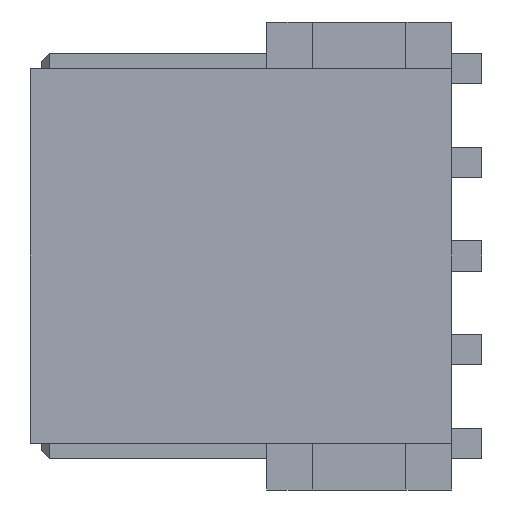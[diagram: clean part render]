
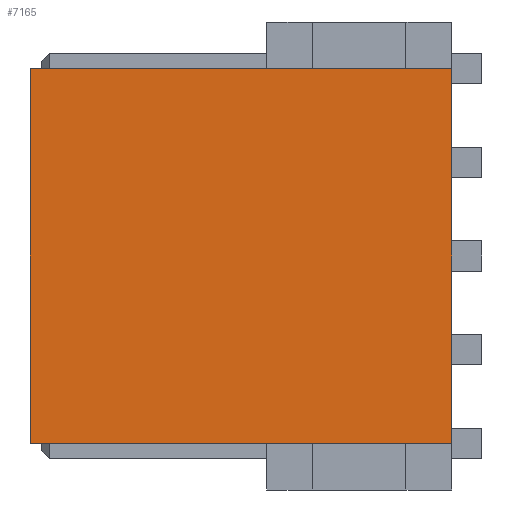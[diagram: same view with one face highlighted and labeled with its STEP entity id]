
A CAD part, left-side view. The second image highlights one B-rep face of the part: STEP entity #7165.
In plain terms, the highlighted planar face has unit normal (-1, 0, 0).
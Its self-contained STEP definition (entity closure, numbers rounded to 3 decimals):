
#6099=VERTEX_POINT('NONE',#6100);
#6100=CARTESIAN_POINT('',(-2.545,-1.255,2.54));
#6106=EDGE_CURVE('NONE',#6099,#6107,#6109,.F.);
#6107=VERTEX_POINT('NONE',#6108);
#6108=CARTESIAN_POINT('',(-2.545,-1.255,-2.54));
#6109=LINE('',#6110,#6111);
#6110=CARTESIAN_POINT('',(-2.545,-1.255,-2.54));
#6111=VECTOR('',#6112,1.0);
#6112=DIRECTION('',(0.0,0.0,1.0));
#7103=EDGE_CURVE('NONE',#6107,#7104,#7106,.F.);
#7104=VERTEX_POINT('NONE',#7105);
#7105=CARTESIAN_POINT('',(-2.545,4.465,-2.54));
#7106=LINE('',#7107,#7108);
#7107=CARTESIAN_POINT('',(-2.545,-1.255,-2.54));
#7108=VECTOR('',#7109,1.0);
#7109=DIRECTION('',(0.0,-1.0,0.0));
#7130=VERTEX_POINT('NONE',#7131);
#7131=CARTESIAN_POINT('',(-2.545,4.465,2.54));
#7137=EDGE_CURVE('NONE',#7130,#6099,#7138,.F.);
#7138=LINE('',#7139,#7140);
#7139=CARTESIAN_POINT('',(-2.545,-1.255,2.54));
#7140=VECTOR('',#7141,1.0);
#7141=DIRECTION('',(0.0,1.0,0.0));
#7154=EDGE_CURVE('NONE',#7104,#7130,#7155,.F.);
#7155=LINE('',#7156,#7157);
#7156=CARTESIAN_POINT('',(-2.545,4.465,-2.54));
#7157=VECTOR('',#7158,1.0);
#7158=DIRECTION('',(0.0,0.0,-1.0));
#7165=ADVANCED_FACE('NONE',(#7166),#7172,.F.);
#7166=FACE_BOUND('NONE',#7167,.T.);
#7167=EDGE_LOOP('',(#7168,#7169,#7170,#7171));
#7168=ORIENTED_EDGE('',*,*,#7103,.F.);
#7169=ORIENTED_EDGE('',*,*,#6106,.F.);
#7170=ORIENTED_EDGE('',*,*,#7137,.F.);
#7171=ORIENTED_EDGE('',*,*,#7154,.F.);
#7172=PLANE('',#7173);
#7173=AXIS2_PLACEMENT_3D('',#7174,#7175,#7176);
#7174=CARTESIAN_POINT('',(-2.545,0.0,0.0));
#7175=DIRECTION('',(1.0,0.0,0.0));
#7176=DIRECTION('',(0.0,0.0,-1.0));
